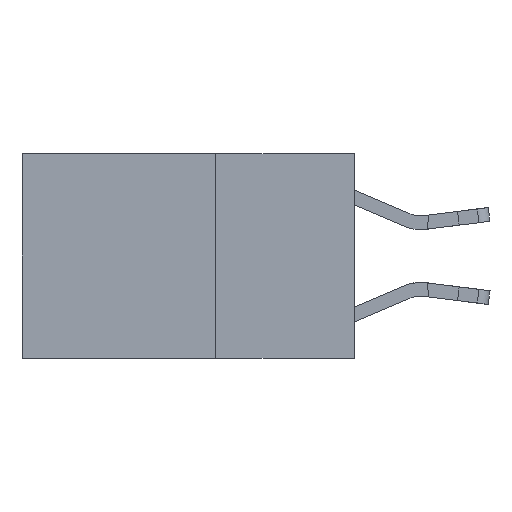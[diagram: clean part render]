
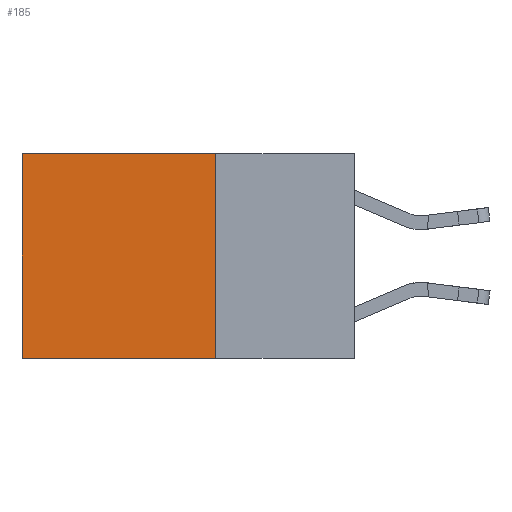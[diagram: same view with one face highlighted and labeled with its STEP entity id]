
A CAD part, left-side view. The second image highlights one B-rep face of the part: STEP entity #185.
In plain terms, the highlighted planar face has unit normal (-1, 0, 0).
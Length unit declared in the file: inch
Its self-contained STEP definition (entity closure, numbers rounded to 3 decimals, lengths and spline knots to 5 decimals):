
#185 = ADVANCED_FACE ( 'NONE', ( #2655 ), #10287, .F. ) ;
#404 = DIRECTION ( 'NONE',  ( 1., 0., 0. ) ) ;
#1516 = EDGE_LOOP ( 'NONE', ( #7678, #2668, #14329, #12075 ) ) ;
#1952 = VECTOR ( 'NONE', #22892, 39.37008 ) ;
#2003 = EDGE_CURVE ( 'NONE', #23093, #17315, #24123, .T. ) ;
#2133 = DIRECTION ( 'NONE',  ( 0., 1., 0. ) ) ;
#2655 = FACE_OUTER_BOUND ( 'NONE', #1516, .T. ) ;
#2668 = ORIENTED_EDGE ( 'NONE', *, *, #15615, .F. ) ;
#3242 = CARTESIAN_POINT ( 'NONE',  ( 0.2625, 0.25, 0. ) ) ;
#3759 = VECTOR ( 'NONE', #20630, 39.37008 ) ;
#6162 = CARTESIAN_POINT ( 'NONE',  ( 0.2625, 0.25, -0.37 ) ) ;
#6671 = CARTESIAN_POINT ( 'NONE',  ( 0.2625, 0.6, -0.37 ) ) ;
#6791 = VECTOR ( 'NONE', #2133, 39.37008 ) ;
#6795 = VERTEX_POINT ( 'NONE', #6671 ) ;
#7402 = LINE ( 'NONE', #21556, #6791 ) ;
#7678 = ORIENTED_EDGE ( 'NONE', *, *, #13374, .T. ) ;
#9022 = LINE ( 'NONE', #14765, #3759 ) ;
#10287 = PLANE ( 'NONE',  #16803 ) ;
#12075 = ORIENTED_EDGE ( 'NONE', *, *, #17309, .T. ) ;
#13374 = EDGE_CURVE ( 'NONE', #22005, #6795, #19371, .T. ) ;
#13910 = VECTOR ( 'NONE', #21224, 39.37008 ) ;
#14160 = DIRECTION ( 'NONE',  ( 0., 0., -1. ) ) ;
#14329 = ORIENTED_EDGE ( 'NONE', *, *, #2003, .F. ) ;
#14765 = CARTESIAN_POINT ( 'NONE',  ( 0.2625, 0.25, -0.37 ) ) ;
#15615 = EDGE_CURVE ( 'NONE', #17315, #6795, #9022, .T. ) ;
#15690 = CARTESIAN_POINT ( 'NONE',  ( 0.2625, 0.6, 0. ) ) ;
#16803 = AXIS2_PLACEMENT_3D ( 'NONE', #23721, #404, #14160 ) ;
#17309 = EDGE_CURVE ( 'NONE', #23093, #22005, #7402, .T. ) ;
#17315 = VERTEX_POINT ( 'NONE', #6162 ) ;
#19291 = CARTESIAN_POINT ( 'NONE',  ( 0.2625, 0.25, 0. ) ) ;
#19371 = LINE ( 'NONE', #24822, #1952 ) ;
#20630 = DIRECTION ( 'NONE',  ( 0., 1., 0. ) ) ;
#21224 = DIRECTION ( 'NONE',  ( 0., 0., -1. ) ) ;
#21556 = CARTESIAN_POINT ( 'NONE',  ( 0.2625, 0.25, 0. ) ) ;
#22005 = VERTEX_POINT ( 'NONE', #15690 ) ;
#22892 = DIRECTION ( 'NONE',  ( 0., 0., -1. ) ) ;
#23093 = VERTEX_POINT ( 'NONE', #3242 ) ;
#23721 = CARTESIAN_POINT ( 'NONE',  ( 0.2625, 0.25, 0. ) ) ;
#24123 = LINE ( 'NONE', #19291, #13910 ) ;
#24822 = CARTESIAN_POINT ( 'NONE',  ( 0.2625, 0.6, 0. ) ) ;
